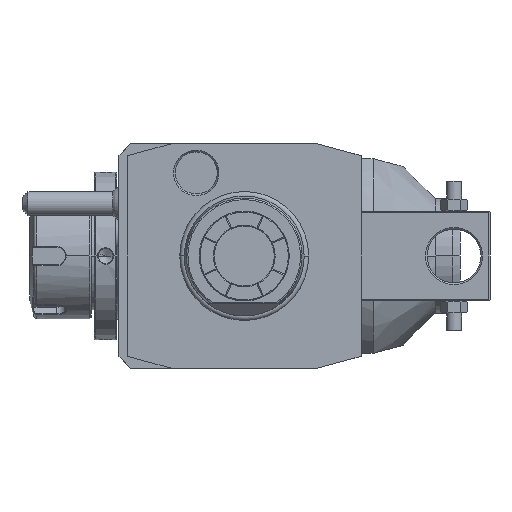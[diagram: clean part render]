
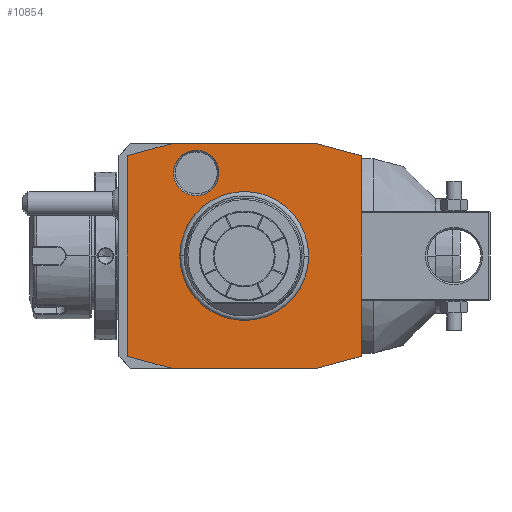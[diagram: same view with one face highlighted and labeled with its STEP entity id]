
A CAD part, front view. The second image highlights one B-rep face of the part: STEP entity #10854.
In plain terms, the highlighted planar face has unit normal (0, -1, 0).
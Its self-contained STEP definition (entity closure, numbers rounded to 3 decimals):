
#1=DIRECTION('',(-0.966,0.,0.259));
#2=VECTOR('',#1,15.529);
#3=CARTESIAN_POINT('',(39.,0.,33.481));
#4=LINE('',#3,#2);
#5=DIRECTION('',(0.,0.,1.));
#6=VECTOR('',#5,66.962);
#7=CARTESIAN_POINT('',(39.,0.,-33.481));
#8=LINE('',#7,#6);
#9=DIRECTION('',(0.966,0.,0.259));
#10=VECTOR('',#9,15.529);
#11=CARTESIAN_POINT('',(24.,0.,-37.5));
#12=LINE('',#11,#10);
#13=DIRECTION('',(1.,0.,0.));
#14=VECTOR('',#13,48.);
#15=CARTESIAN_POINT('',(-24.,0.,-37.5));
#16=LINE('',#15,#14);
#17=DIRECTION('',(0.966,0.,-0.259));
#18=VECTOR('',#17,15.529);
#19=CARTESIAN_POINT('',(-39.,0.,-33.481));
#20=LINE('',#19,#18);
#21=DIRECTION('',(0.,0.,-1.));
#22=VECTOR('',#21,66.962);
#23=CARTESIAN_POINT('',(-39.,0.,33.481));
#24=LINE('',#23,#22);
#25=DIRECTION('',(-0.966,0.,-0.259));
#26=VECTOR('',#25,15.529);
#27=CARTESIAN_POINT('',(-24.,0.,37.5));
#28=LINE('',#27,#26);
#29=DIRECTION('',(-1.,0.,0.));
#30=VECTOR('',#29,48.);
#31=CARTESIAN_POINT('',(24.,0.,37.5));
#32=LINE('',#31,#30);
#33=CARTESIAN_POINT('',(-16.,0.,27.713));
#34=DIRECTION('',(0.,1.,0.));
#35=DIRECTION('',(1.,0.,0.));
#36=AXIS2_PLACEMENT_3D('',#33,#34,#35);
#38=CARTESIAN_POINT('',(-16.,0.,27.713));
#39=DIRECTION('',(0.,1.,0.));
#40=DIRECTION('',(-1.,0.,0.));
#41=AXIS2_PLACEMENT_3D('',#38,#39,#40);
#7511=CARTESIAN_POINT('',(0.,0.,0.));
#7512=DIRECTION('',(0.,1.,0.));
#7513=DIRECTION('',(-1.,0.,0.));
#7514=AXIS2_PLACEMENT_3D('',#7511,#7512,#7513);
#7516=CARTESIAN_POINT('',(0.,0.,0.));
#7517=DIRECTION('',(0.,1.,0.));
#7518=DIRECTION('',(1.,0.,0.));
#7519=AXIS2_PLACEMENT_3D('',#7516,#7517,#7518);
#9690=CARTESIAN_POINT('',(-8.423,0.,27.713));
#9691=CARTESIAN_POINT('',(-23.577,0.,27.713));
#9692=VERTEX_POINT('',#9690);
#9693=VERTEX_POINT('',#9691);
#10635=CARTESIAN_POINT('',(39.,0.,33.481));
#10636=CARTESIAN_POINT('',(24.,0.,37.5));
#10637=VERTEX_POINT('',#10635);
#10638=VERTEX_POINT('',#10636);
#10639=CARTESIAN_POINT('',(-24.,0.,37.5));
#10640=VERTEX_POINT('',#10639);
#10641=CARTESIAN_POINT('',(-39.,0.,33.481));
#10642=VERTEX_POINT('',#10641);
#10643=CARTESIAN_POINT('',(-39.,0.,-33.481));
#10644=VERTEX_POINT('',#10643);
#10645=CARTESIAN_POINT('',(-24.,0.,-37.5));
#10646=VERTEX_POINT('',#10645);
#10647=CARTESIAN_POINT('',(24.,0.,-37.5));
#10648=VERTEX_POINT('',#10647);
#10649=CARTESIAN_POINT('',(39.,0.,-33.481));
#10650=VERTEX_POINT('',#10649);
#10695=CARTESIAN_POINT('',(-21.137,0.,0.));
#10696=CARTESIAN_POINT('',(21.137,0.,0.));
#10697=VERTEX_POINT('',#10695);
#10698=VERTEX_POINT('',#10696);
#10819=CARTESIAN_POINT('',(0.,0.,0.));
#10820=DIRECTION('',(0.,-1.,0.));
#10821=DIRECTION('',(-1.,0.,0.));
#10822=AXIS2_PLACEMENT_3D('',#10819,#10820,#10821);
#10823=PLANE('',#10822);
#10825=ORIENTED_EDGE('',*,*,#10824,.F.);
#10827=ORIENTED_EDGE('',*,*,#10826,.F.);
#10829=ORIENTED_EDGE('',*,*,#10828,.F.);
#10831=ORIENTED_EDGE('',*,*,#10830,.F.);
#10833=ORIENTED_EDGE('',*,*,#10832,.F.);
#10835=ORIENTED_EDGE('',*,*,#10834,.F.);
#10837=ORIENTED_EDGE('',*,*,#10836,.F.);
#10839=ORIENTED_EDGE('',*,*,#10838,.F.);
#10840=EDGE_LOOP('',(#10825,#10827,#10829,#10831,#10833,#10835,#10837,#10839));
#10841=FACE_OUTER_BOUND('',#10840,.F.);
#10843=ORIENTED_EDGE('',*,*,#10842,.F.);
#10845=ORIENTED_EDGE('',*,*,#10844,.F.);
#10846=EDGE_LOOP('',(#10843,#10845));
#10847=FACE_BOUND('',#10846,.F.);
#10849=ORIENTED_EDGE('',*,*,#10848,.F.);
#10851=ORIENTED_EDGE('',*,*,#10850,.F.);
#10852=EDGE_LOOP('',(#10849,#10851));
#10853=FACE_BOUND('',#10852,.F.);
#37=CIRCLE('',#36,7.577);
#42=CIRCLE('',#41,7.577);
#7515=CIRCLE('',#7514,21.137);
#7520=CIRCLE('',#7519,21.137);
#10824=EDGE_CURVE('',#10637,#10638,#4,.T.);
#10826=EDGE_CURVE('',#10650,#10637,#8,.T.);
#10828=EDGE_CURVE('',#10648,#10650,#12,.T.);
#10830=EDGE_CURVE('',#10646,#10648,#16,.T.);
#10832=EDGE_CURVE('',#10644,#10646,#20,.T.);
#10834=EDGE_CURVE('',#10642,#10644,#24,.T.);
#10836=EDGE_CURVE('',#10640,#10642,#28,.T.);
#10838=EDGE_CURVE('',#10638,#10640,#32,.T.);
#10842=EDGE_CURVE('',#10697,#10698,#7515,.T.);
#10844=EDGE_CURVE('',#10698,#10697,#7520,.T.);
#10848=EDGE_CURVE('',#9692,#9693,#37,.T.);
#10850=EDGE_CURVE('',#9693,#9692,#42,.T.);
#10854=ADVANCED_FACE('',(#10841,#10847,#10853),#10823,.T.);
